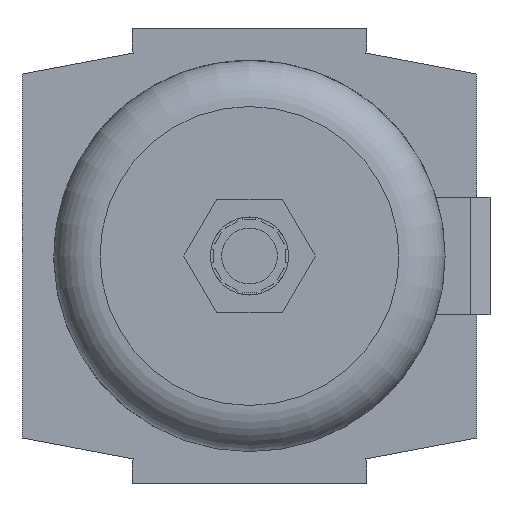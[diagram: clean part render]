
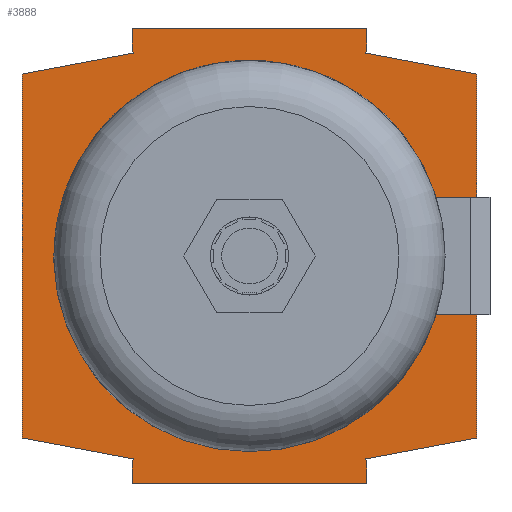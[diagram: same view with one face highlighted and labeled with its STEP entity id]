
A CAD part, front view. The second image highlights one B-rep face of the part: STEP entity #3888.
In plain terms, the highlighted planar face has unit normal (0, -1, 0).
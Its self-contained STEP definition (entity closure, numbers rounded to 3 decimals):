
#50=PLANE('',#4157);
#230=LINE('',#5872,#643);
#238=LINE('',#5889,#651);
#247=LINE('',#5907,#660);
#250=LINE('',#5914,#663);
#262=LINE('',#5939,#675);
#265=LINE('',#5944,#678);
#306=LINE('',#6035,#719);
#310=LINE('',#6042,#723);
#313=LINE('',#6047,#726);
#315=LINE('',#6050,#728);
#318=LINE('',#6055,#731);
#319=LINE('',#6057,#732);
#320=LINE('',#6059,#733);
#321=LINE('',#6060,#734);
#322=LINE('',#6062,#735);
#323=LINE('',#6064,#736);
#324=LINE('',#6065,#737);
#325=LINE('',#6067,#738);
#326=LINE('',#6069,#739);
#643=VECTOR('',#4533,1000.);
#651=VECTOR('',#4543,1000.);
#660=VECTOR('',#4558,1000.);
#663=VECTOR('',#4563,1000.);
#675=VECTOR('',#4577,1000.);
#678=VECTOR('',#4582,1000.);
#719=VECTOR('',#4645,1000.);
#723=VECTOR('',#4651,1000.);
#726=VECTOR('',#4656,1000.);
#728=VECTOR('',#4660,1000.);
#731=VECTOR('',#4665,1000.);
#732=VECTOR('',#4666,1000.);
#733=VECTOR('',#4667,1000.);
#734=VECTOR('',#4668,1000.);
#735=VECTOR('',#4669,1000.);
#736=VECTOR('',#4670,1000.);
#737=VECTOR('',#4671,1000.);
#738=VECTOR('',#4672,1000.);
#739=VECTOR('',#4673,1000.);
#1269=ORIENTED_EDGE('',*,*,#2249,.F.);
#1270=ORIENTED_EDGE('',*,*,#2385,.F.);
#1271=ORIENTED_EDGE('',*,*,#2386,.T.);
#1272=ORIENTED_EDGE('',*,*,#2387,.T.);
#1273=ORIENTED_EDGE('',*,*,#2380,.T.);
#1274=ORIENTED_EDGE('',*,*,#2388,.F.);
#1275=ORIENTED_EDGE('',*,*,#2389,.F.);
#1276=ORIENTED_EDGE('',*,*,#2390,.F.);
#1277=ORIENTED_EDGE('',*,*,#2382,.T.);
#1278=ORIENTED_EDGE('',*,*,#2312,.T.);
#1279=ORIENTED_EDGE('',*,*,#2327,.T.);
#1280=ORIENTED_EDGE('',*,*,#2324,.F.);
#1281=ORIENTED_EDGE('',*,*,#2377,.T.);
#1282=ORIENTED_EDGE('',*,*,#2391,.F.);
#1283=ORIENTED_EDGE('',*,*,#2392,.F.);
#1284=ORIENTED_EDGE('',*,*,#2393,.F.);
#1285=ORIENTED_EDGE('',*,*,#2373,.T.);
#1286=ORIENTED_EDGE('',*,*,#2299,.F.);
#1287=ORIENTED_EDGE('',*,*,#2309,.F.);
#1288=ORIENTED_EDGE('',*,*,#2291,.T.);
#2249=EDGE_CURVE('',#2819,#2820,#3177,.F.);
#2291=EDGE_CURVE('',#2862,#2861,#230,.T.);
#2299=EDGE_CURVE('',#2869,#2870,#238,.T.);
#2309=EDGE_CURVE('',#2862,#2869,#247,.T.);
#2312=EDGE_CURVE('',#2879,#2878,#250,.T.);
#2324=EDGE_CURVE('',#2890,#2891,#262,.T.);
#2327=EDGE_CURVE('',#2878,#2891,#265,.T.);
#2373=EDGE_CURVE('',#2931,#2870,#306,.T.);
#2377=EDGE_CURVE('',#2890,#2932,#310,.T.);
#2380=EDGE_CURVE('',#2861,#2933,#313,.T.);
#2382=EDGE_CURVE('',#2934,#2879,#315,.T.);
#2385=EDGE_CURVE('',#2935,#2819,#318,.T.);
#2386=EDGE_CURVE('',#2935,#2936,#319,.T.);
#2387=EDGE_CURVE('',#2936,#2820,#320,.T.);
#2388=EDGE_CURVE('',#2937,#2933,#321,.T.);
#2389=EDGE_CURVE('',#2938,#2937,#322,.T.);
#2390=EDGE_CURVE('',#2934,#2938,#323,.T.);
#2391=EDGE_CURVE('',#2939,#2932,#324,.T.);
#2392=EDGE_CURVE('',#2940,#2939,#325,.T.);
#2393=EDGE_CURVE('',#2931,#2940,#326,.T.);
#2819=VERTEX_POINT('',#5718);
#2820=VERTEX_POINT('',#5720);
#2861=VERTEX_POINT('',#5871);
#2862=VERTEX_POINT('',#5873);
#2869=VERTEX_POINT('',#5888);
#2870=VERTEX_POINT('',#5890);
#2878=VERTEX_POINT('',#5913);
#2879=VERTEX_POINT('',#5915);
#2890=VERTEX_POINT('',#5938);
#2891=VERTEX_POINT('',#5940);
#2931=VERTEX_POINT('',#6036);
#2932=VERTEX_POINT('',#6041);
#2933=VERTEX_POINT('',#6046);
#2934=VERTEX_POINT('',#6051);
#2935=VERTEX_POINT('',#6056);
#2936=VERTEX_POINT('',#6058);
#2937=VERTEX_POINT('',#6061);
#2938=VERTEX_POINT('',#6063);
#2939=VERTEX_POINT('',#6066);
#2940=VERTEX_POINT('',#6068);
#3177=CIRCLE('',#4124,30.1);
#3314=EDGE_LOOP('',(#1269,#1270,#1271,#1272));
#3315=EDGE_LOOP('',(#1273,#1274,#1275,#1276,#1277,#1278,#1279,#1280,#1281,
#1282,#1283,#1284,#1285,#1286,#1287,#1288));
#3585=FACE_BOUND('',#3314,.T.);
#3586=FACE_BOUND('',#3315,.T.);
#3888=ADVANCED_FACE('',(#3585,#3586),#50,.F.);
#4124=AXIS2_PLACEMENT_3D('',#5719,#4496,#4497);
#4157=AXIS2_PLACEMENT_3D('',#6054,#4663,#4664);
#4496=DIRECTION('',(0.,1.,0.));
#4497=DIRECTION('',(0.,0.,1.));
#4533=DIRECTION('',(0.,0.,-1.));
#4543=DIRECTION('',(0.,0.,-1.));
#4558=DIRECTION('',(1.,0.,0.));
#4563=DIRECTION('',(0.,0.,-1.));
#4577=DIRECTION('',(0.,0.,-1.));
#4582=DIRECTION('',(1.,0.,0.));
#4645=DIRECTION('',(0.643,0.,0.766));
#4651=DIRECTION('',(-0.643,0.,0.766));
#4656=DIRECTION('',(0.643,0.,-0.766));
#4660=DIRECTION('',(-0.643,0.,-0.766));
#4663=DIRECTION('',(0.,1.,0.));
#4664=DIRECTION('',(0.,0.,1.));
#4665=DIRECTION('',(-1.,0.,0.));
#4666=DIRECTION('',(0.,0.,-1.));
#4667=DIRECTION('',(-1.,0.,0.));
#4668=DIRECTION('',(0.983,0.,0.184));
#4669=DIRECTION('',(0.,0.,1.));
#4670=DIRECTION('',(-0.983,0.,0.184));
#4671=DIRECTION('',(-0.983,0.,-0.184));
#4672=DIRECTION('',(0.,0.,-1.));
#4673=DIRECTION('',(0.983,0.,-0.184));
#5718=CARTESIAN_POINT('',(28.723,0.,9.));
#5719=CARTESIAN_POINT('',(0.,0.,0.));
#5720=CARTESIAN_POINT('',(28.723,0.,-9.));
#5871=CARTESIAN_POINT('',(-18.,0.,31.5));
#5872=CARTESIAN_POINT('',(-18.,0.,35.));
#5873=CARTESIAN_POINT('',(-18.,0.,35.));
#5888=CARTESIAN_POINT('',(18.,0.,35.));
#5889=CARTESIAN_POINT('',(18.,0.,35.));
#5890=CARTESIAN_POINT('',(18.,0.,31.5));
#5907=CARTESIAN_POINT('',(-18.,0.,35.));
#5913=CARTESIAN_POINT('',(-18.,0.,-35.));
#5914=CARTESIAN_POINT('',(-18.,0.,35.));
#5915=CARTESIAN_POINT('',(-18.,0.,-31.5));
#5938=CARTESIAN_POINT('',(18.,0.,-31.5));
#5939=CARTESIAN_POINT('',(18.,0.,35.));
#5940=CARTESIAN_POINT('',(18.,0.,-35.));
#5944=CARTESIAN_POINT('',(-18.,0.,-35.));
#6035=CARTESIAN_POINT('',(16.,0.,29.116));
#6036=CARTESIAN_POINT('',(17.773,0.,31.23));
#6041=CARTESIAN_POINT('',(17.773,0.,-31.23));
#6042=CARTESIAN_POINT('',(18.,0.,-31.5));
#6046=CARTESIAN_POINT('',(-17.773,0.,31.23));
#6047=CARTESIAN_POINT('',(-18.,0.,31.5));
#6050=CARTESIAN_POINT('',(-16.,0.,-29.116));
#6051=CARTESIAN_POINT('',(-17.773,0.,-31.23));
#6054=CARTESIAN_POINT('',(-18.,0.,35.));
#6055=CARTESIAN_POINT('',(34.,0.,9.));
#6056=CARTESIAN_POINT('',(34.,0.,9.));
#6057=CARTESIAN_POINT('',(34.,0.,9.));
#6058=CARTESIAN_POINT('',(34.,0.,-9.));
#6059=CARTESIAN_POINT('',(34.,0.,-9.));
#6060=CARTESIAN_POINT('',(-35.,0.,28.));
#6061=CARTESIAN_POINT('',(-35.,0.,28.));
#6062=CARTESIAN_POINT('',(-35.,0.,-28.));
#6063=CARTESIAN_POINT('',(-35.,0.,-28.));
#6064=CARTESIAN_POINT('',(-15.,0.,-31.75));
#6065=CARTESIAN_POINT('',(35.,0.,-28.));
#6066=CARTESIAN_POINT('',(35.,0.,-28.));
#6067=CARTESIAN_POINT('',(35.,0.,28.));
#6068=CARTESIAN_POINT('',(35.,0.,28.));
#6069=CARTESIAN_POINT('',(15.,0.,31.75));
